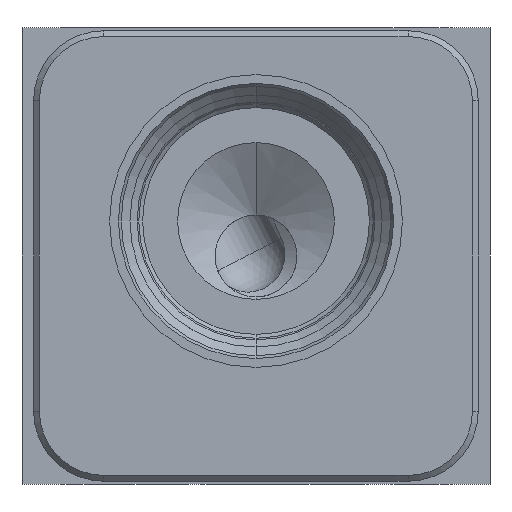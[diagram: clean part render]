
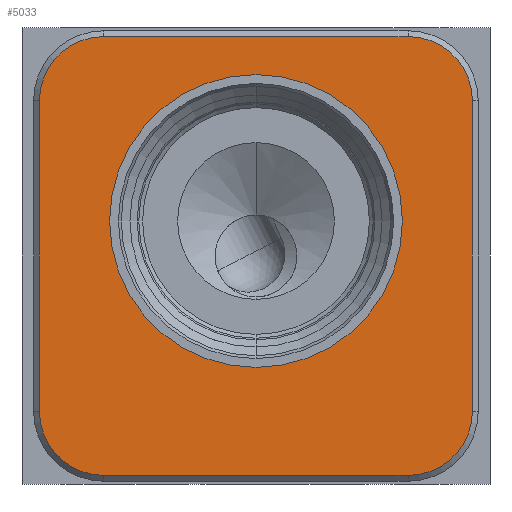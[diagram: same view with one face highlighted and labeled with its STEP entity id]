
A CAD part, front view. The second image highlights one B-rep face of the part: STEP entity #5033.
In plain terms, the highlighted planar face has unit normal (0, -1, 0).
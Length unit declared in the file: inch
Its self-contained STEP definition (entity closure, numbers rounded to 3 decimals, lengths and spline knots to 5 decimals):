
#2232=CARTESIAN_POINT('',(1.25,-5.094,1.406));
#2233=DIRECTION('',(0.,1.,0.));
#2234=DIRECTION('',(0.,0.,-1.));
#2235=AXIS2_PLACEMENT_3D('',#2232,#2233,#2234);
#2237=CARTESIAN_POINT('',(1.25,-5.094,1.406));
#2238=DIRECTION('',(0.,1.,0.));
#2239=DIRECTION('',(0.,0.,1.));
#2240=AXIS2_PLACEMENT_3D('',#2237,#2238,#2239);
#2242=CARTESIAN_POINT('',(2.062,-5.094,2.047));
#2243=DIRECTION('',(0.,1.,0.));
#2244=DIRECTION('',(0.,0.,1.));
#2245=AXIS2_PLACEMENT_3D('',#2242,#2243,#2244);
#2256=DIRECTION('',(1.,0.,0.));
#2257=VECTOR('',#2256,1.625);
#2258=CARTESIAN_POINT('',(0.437,-5.094,2.391));
#2259=LINE('',#2258,#2257);
#2268=CARTESIAN_POINT('',(0.437,-5.094,2.047));
#2269=DIRECTION('',(0.,1.,0.));
#2270=DIRECTION('',(-1.,0.,0.));
#2271=AXIS2_PLACEMENT_3D('',#2268,#2269,#2270);
#2282=DIRECTION('',(0.,0.,1.));
#2283=VECTOR('',#2282,1.656);
#2284=CARTESIAN_POINT('',(0.093,-5.094,0.391));
#2285=LINE('',#2284,#2283);
#2294=CARTESIAN_POINT('',(0.437,-5.094,0.391));
#2295=DIRECTION('',(0.,1.,0.));
#2296=DIRECTION('',(0.,0.,-1.));
#2297=AXIS2_PLACEMENT_3D('',#2294,#2295,#2296);
#2308=DIRECTION('',(-1.,0.,0.));
#2309=VECTOR('',#2308,1.625);
#2310=CARTESIAN_POINT('',(2.062,-5.094,0.047));
#2311=LINE('',#2310,#2309);
#2316=CARTESIAN_POINT('',(2.062,-5.094,0.391));
#2317=DIRECTION('',(0.,1.,0.));
#2318=DIRECTION('',(1.,0.,0.));
#2319=AXIS2_PLACEMENT_3D('',#2316,#2317,#2318);
#2334=DIRECTION('',(0.,0.,-1.));
#2335=VECTOR('',#2334,1.656);
#2336=CARTESIAN_POINT('',(2.406,-5.094,2.047));
#2337=LINE('',#2336,#2335);
#3874=CARTESIAN_POINT('',(1.25,-5.094,0.624));
#3875=CARTESIAN_POINT('',(1.25,-5.094,2.188));
#3876=VERTEX_POINT('',#3874);
#3877=VERTEX_POINT('',#3875);
#3924=CARTESIAN_POINT('',(2.062,-5.094,0.047));
#3925=CARTESIAN_POINT('',(0.437,-5.094,0.047));
#3926=VERTEX_POINT('',#3924);
#3927=VERTEX_POINT('',#3925);
#3932=CARTESIAN_POINT('',(0.093,-5.094,0.391));
#3933=VERTEX_POINT('',#3932);
#3936=CARTESIAN_POINT('',(0.093,-5.094,2.047));
#3937=VERTEX_POINT('',#3936);
#3940=CARTESIAN_POINT('',(0.437,-5.094,2.391));
#3941=VERTEX_POINT('',#3940);
#3944=CARTESIAN_POINT('',(2.062,-5.094,2.391));
#3945=VERTEX_POINT('',#3944);
#3948=CARTESIAN_POINT('',(2.406,-5.094,2.047));
#3949=VERTEX_POINT('',#3948);
#3952=CARTESIAN_POINT('',(2.406,-5.094,0.391));
#3953=VERTEX_POINT('',#3952);
#5005=CARTESIAN_POINT('',(0.,-5.094,0.));
#5006=DIRECTION('',(0.,-1.,0.));
#5007=DIRECTION('',(1.,0.,0.));
#5008=AXIS2_PLACEMENT_3D('',#5005,#5006,#5007);
#5009=PLANE('',#5008);
#5011=ORIENTED_EDGE('',*,*,#5010,.T.);
#5013=ORIENTED_EDGE('',*,*,#5012,.T.);
#5015=ORIENTED_EDGE('',*,*,#5014,.T.);
#5017=ORIENTED_EDGE('',*,*,#5016,.T.);
#5019=ORIENTED_EDGE('',*,*,#5018,.T.);
#5021=ORIENTED_EDGE('',*,*,#5020,.T.);
#5023=ORIENTED_EDGE('',*,*,#5022,.T.);
#5025=ORIENTED_EDGE('',*,*,#5024,.T.);
#5026=EDGE_LOOP('',(#5011,#5013,#5015,#5017,#5019,#5021,#5023,#5025));
#5027=FACE_OUTER_BOUND('',#5026,.F.);
#5029=ORIENTED_EDGE('',*,*,#5028,.F.);
#5030=ORIENTED_EDGE('',*,*,#4995,.F.);
#5031=EDGE_LOOP('',(#5029,#5030));
#5032=FACE_BOUND('',#5031,.F.);
#5033=ADVANCED_FACE('',(#5027,#5032),#5009,.T.);
#2236=CIRCLE('',#2235,0.782);
#2241=CIRCLE('',#2240,0.782);
#2246=CIRCLE('',#2245,0.344);
#2272=CIRCLE('',#2271,0.344);
#2298=CIRCLE('',#2297,0.344);
#2320=CIRCLE('',#2319,0.344);
#4995=EDGE_CURVE('',#3877,#3876,#2241,.T.);
#5010=EDGE_CURVE('',#3945,#3949,#2246,.T.);
#5012=EDGE_CURVE('',#3949,#3953,#2337,.T.);
#5014=EDGE_CURVE('',#3953,#3926,#2320,.T.);
#5016=EDGE_CURVE('',#3926,#3927,#2311,.T.);
#5018=EDGE_CURVE('',#3927,#3933,#2298,.T.);
#5020=EDGE_CURVE('',#3933,#3937,#2285,.T.);
#5022=EDGE_CURVE('',#3937,#3941,#2272,.T.);
#5024=EDGE_CURVE('',#3941,#3945,#2259,.T.);
#5028=EDGE_CURVE('',#3876,#3877,#2236,.T.);
